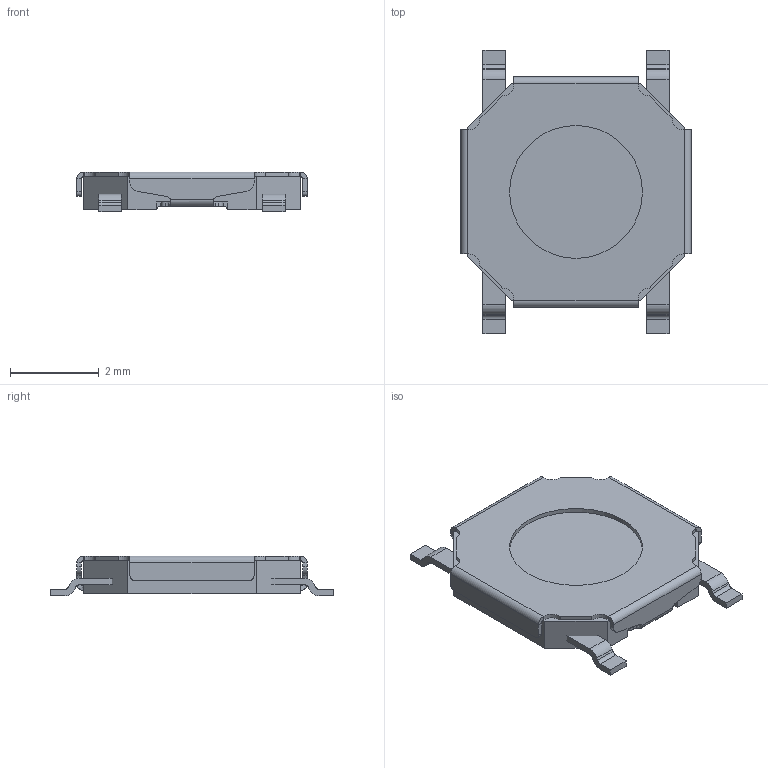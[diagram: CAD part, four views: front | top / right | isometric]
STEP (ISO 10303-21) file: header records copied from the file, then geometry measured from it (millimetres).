
FILE_DESCRIPTION(('STEP AP214'), '1');
FILE_NAME('tactile_switch_5.2x5.2', '2019-03-30T19:29:56', ('Nobody'), (''), 'ASCON STEP Converter 1.3', 'ASCON Math Kernel', '');
FILE_SCHEMA(('AUTOMOTIVE_DESIGN { 1 0 10303 214 3 1 1}'));
Length unit declared in the file: millimetre
Products named in the file (1): G
Bounding box: 5.2 x 6.4 x 0.9 mm (x, y, z)
Volume: 18.4 mm3; surface area: 139.7 mm2
Topology: 7 solids, 7 shells, 186 faces, 477 edges, 310 vertices
Faces by surface type: plane 119, cylinder 63, bspline 4
Full cylindrical faces by diameter (mm): 3 x1, 3.5 x1, 3.6 x1
Entity records: 7267 total; most frequent: CARTESIAN_POINT 1119, DIRECTION 950, ORIENTED_EDGE 916, EDGE_CURVE 458, LINE 348, VECTOR 348, AXIS2_PLACEMENT_3D 301, VERTEX_POINT 290
